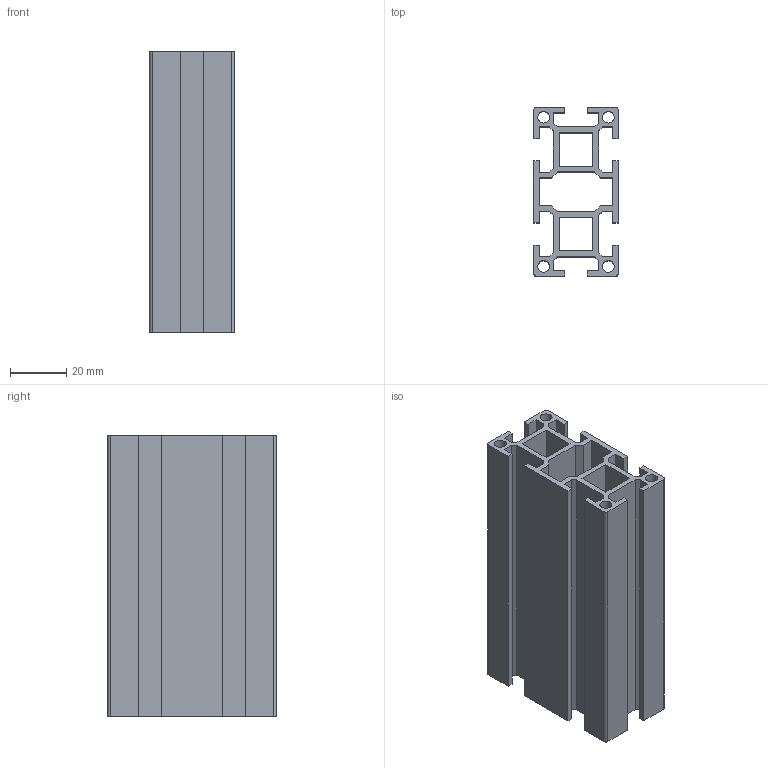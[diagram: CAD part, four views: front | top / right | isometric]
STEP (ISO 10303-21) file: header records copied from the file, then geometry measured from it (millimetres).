
FILE_DESCRIPTION(('Creo Elements/Direct Modeling STEP Export'),'2;1');
FILE_NAME('33.0030_Rechteckprofil-MMS-33_30x60mm.stp','2022-03-18T13:58:36',(''),(''),'PTC Creo Elements/Direct Modeling STEP processor for AP214 (Solid Model)','PTC Creo Elements/Direct Modeling 19.0C 15-Aug-2015 (C) Parametric Technology GmbH','');
FILE_SCHEMA(('AUTOMOTIVE_DESIGN { 1 0 10303 214 1 1 1 1 }'));
Length unit declared in the file: millimetre
Products named in the file (2): Rechteckprofil-MMS-33_30x60mm_33.0030_PX176233
Assembly tree (1 placements, depth 2):
  Rechteckprofil-MMS-33_30x60mm_33.0030_PX176233
    Rechteckprofil-MMS-33_30x60mm_33.0030_PX176233
Bounding box: 30 x 60 x 100 mm (x, y, z)
Volume: 56753.4 mm3; surface area: 58371.9 mm2
Topology: 1 solids, 1 shells, 98 faces, 292 edges, 196 vertices
Faces by surface type: plane 86, cylinder 12
Entity records: 3253 total; most frequent: ORIENTED_EDGE 584, CARTESIAN_POINT 572, DIRECTION 492, EDGE_CURVE 292, VECTOR 260, LINE 260, VERTEX_POINT 196, AXIS2_PLACEMENT_3D 116
